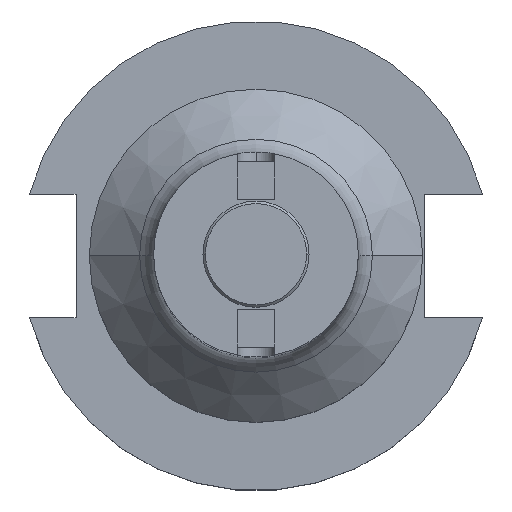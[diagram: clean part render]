
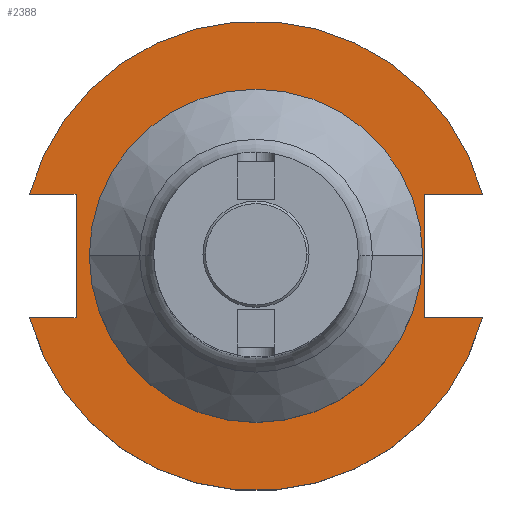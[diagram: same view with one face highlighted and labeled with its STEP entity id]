
A CAD part, top view. The second image highlights one B-rep face of the part: STEP entity #2388.
In plain terms, the highlighted planar face has unit normal (0, 0, 1).
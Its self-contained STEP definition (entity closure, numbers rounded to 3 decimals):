
#11 = ORIENTED_EDGE ( 'NONE', *, *, #386, .F. ) ;
#15 = VERTEX_POINT ( 'NONE', #1250 ) ;
#88 = CIRCLE ( 'NONE', #1757, 49.212 ) ;
#100 = DIRECTION ( 'NONE',  ( 1., 0., 0. ) ) ;
#115 = DIRECTION ( 'NONE',  ( 1., 0., 0. ) ) ;
#116 = CARTESIAN_POINT ( 'NONE',  ( 35.306, -12.954, 19.05 ) ) ;
#131 = VERTEX_POINT ( 'NONE', #217 ) ;
#145 = AXIS2_PLACEMENT_3D ( 'NONE', #1142, #1737, #568 ) ;
#178 = VECTOR ( 'NONE', #1035, 1000. ) ;
#187 = CIRCLE ( 'NONE', #1734, 34.925 ) ;
#197 = VECTOR ( 'NONE', #1975, 1000. ) ;
#217 = CARTESIAN_POINT ( 'NONE',  ( -37.719, -12.954, 19.05 ) ) ;
#232 = LINE ( 'NONE', #846, #178 ) ;
#244 = ORIENTED_EDGE ( 'NONE', *, *, #2239, .F. ) ;
#323 = ORIENTED_EDGE ( 'NONE', *, *, #801, .F. ) ;
#333 = LINE ( 'NONE', #2026, #1500 ) ;
#365 = PLANE ( 'NONE',  #145 ) ;
#386 = EDGE_CURVE ( 'NONE', #938, #15, #498, .T. ) ;
#432 = AXIS2_PLACEMENT_3D ( 'NONE', #2456, #1285, #115 ) ;
#447 = DIRECTION ( 'NONE',  ( 0., 0., 1. ) ) ;
#451 = DIRECTION ( 'NONE',  ( 0., 0., 1. ) ) ;
#498 = LINE ( 'NONE', #974, #2516 ) ;
#568 = DIRECTION ( 'NONE',  ( 1., 0., 0. ) ) ;
#590 = EDGE_CURVE ( 'NONE', #2043, #1621, #187, .T. ) ;
#622 = DIRECTION ( 'NONE',  ( -1., 0., 0. ) ) ;
#651 = ORIENTED_EDGE ( 'NONE', *, *, #1144, .F. ) ;
#660 = CARTESIAN_POINT ( 'NONE',  ( 0., 0., 19.05 ) ) ;
#663 = LINE ( 'NONE', #2165, #197 ) ;
#712 = CIRCLE ( 'NONE', #1227, 34.925 ) ;
#734 = EDGE_CURVE ( 'NONE', #1310, #131, #663, .T. ) ;
#772 = VERTEX_POINT ( 'NONE', #2232 ) ;
#801 = EDGE_CURVE ( 'NONE', #1474, #1348, #1638, .T. ) ;
#840 = ORIENTED_EDGE ( 'NONE', *, *, #2199, .T. ) ;
#846 = CARTESIAN_POINT ( 'NONE',  ( 35.306, 12.954, 19.05 ) ) ;
#849 = CIRCLE ( 'NONE', #432, 49.212 ) ;
#860 = CARTESIAN_POINT ( 'NONE',  ( -37.719, 12.954, 19.05 ) ) ;
#863 = DIRECTION ( 'NONE',  ( 1., 0., 0. ) ) ;
#938 = VERTEX_POINT ( 'NONE', #860 ) ;
#946 = FACE_BOUND ( 'NONE', #1969, .T. ) ;
#974 = CARTESIAN_POINT ( 'NONE',  ( -63.719, 12.954, 19.05 ) ) ;
#1035 = DIRECTION ( 'NONE',  ( -1., 0., 0. ) ) ;
#1059 = VECTOR ( 'NONE', #100, 1000. ) ;
#1084 = CARTESIAN_POINT ( 'NONE',  ( -34.925, 0., 19.05 ) ) ;
#1142 = CARTESIAN_POINT ( 'NONE',  ( 0., 49.212, 19.05 ) ) ;
#1144 = EDGE_CURVE ( 'NONE', #1730, #772, #232, .T. ) ;
#1162 = EDGE_CURVE ( 'NONE', #1621, #2043, #712, .T. ) ;
#1227 = AXIS2_PLACEMENT_3D ( 'NONE', #1627, #451, #1826 ) ;
#1250 = CARTESIAN_POINT ( 'NONE',  ( -47.477, 12.954, 19.05 ) ) ;
#1285 = DIRECTION ( 'NONE',  ( 0., 0., 1. ) ) ;
#1297 = CARTESIAN_POINT ( 'NONE',  ( 35.306, 12.954, 19.05 ) ) ;
#1304 = ORIENTED_EDGE ( 'NONE', *, *, #590, .F. ) ;
#1310 = VERTEX_POINT ( 'NONE', #2069 ) ;
#1348 = VERTEX_POINT ( 'NONE', #2472 ) ;
#1443 = DIRECTION ( 'NONE',  ( 0., 1., 0. ) ) ;
#1457 = CARTESIAN_POINT ( 'NONE',  ( 47.477, 12.954, 19.05 ) ) ;
#1474 = VERTEX_POINT ( 'NONE', #116 ) ;
#1491 = DIRECTION ( 'NONE',  ( 0., -1., 0. ) ) ;
#1500 = VECTOR ( 'NONE', #1443, 1000. ) ;
#1503 = EDGE_CURVE ( 'NONE', #1730, #15, #88, .T. ) ;
#1524 = ORIENTED_EDGE ( 'NONE', *, *, #1503, .T. ) ;
#1560 = EDGE_LOOP ( 'NONE', ( #840, #323, #244, #651, #1524, #11, #1791, #2312 ) ) ;
#1621 = VERTEX_POINT ( 'NONE', #1084 ) ;
#1622 = CARTESIAN_POINT ( 'NONE',  ( 0., 0., 19.05 ) ) ;
#1627 = CARTESIAN_POINT ( 'NONE',  ( 0., 0., 19.05 ) ) ;
#1638 = LINE ( 'NONE', #1861, #1059 ) ;
#1694 = EDGE_CURVE ( 'NONE', #131, #938, #333, .T. ) ;
#1713 = VECTOR ( 'NONE', #1491, 1000. ) ;
#1730 = VERTEX_POINT ( 'NONE', #1457 ) ;
#1734 = AXIS2_PLACEMENT_3D ( 'NONE', #660, #2023, #863 ) ;
#1737 = DIRECTION ( 'NONE',  ( 0., 0., 1. ) ) ;
#1757 = AXIS2_PLACEMENT_3D ( 'NONE', #1622, #447, #1823 ) ;
#1791 = ORIENTED_EDGE ( 'NONE', *, *, #1694, .F. ) ;
#1823 = DIRECTION ( 'NONE',  ( 1., 0., 0. ) ) ;
#1826 = DIRECTION ( 'NONE',  ( 1., 0., 0. ) ) ;
#1861 = CARTESIAN_POINT ( 'NONE',  ( 35.306, -12.954, 19.05 ) ) ;
#1946 = LINE ( 'NONE', #1297, #1713 ) ;
#1969 = EDGE_LOOP ( 'NONE', ( #1304, #2468 ) ) ;
#1975 = DIRECTION ( 'NONE',  ( 1., 0., 0. ) ) ;
#2023 = DIRECTION ( 'NONE',  ( 0., 0., 1. ) ) ;
#2026 = CARTESIAN_POINT ( 'NONE',  ( -37.719, 12.954, 19.05 ) ) ;
#2043 = VERTEX_POINT ( 'NONE', #2405 ) ;
#2069 = CARTESIAN_POINT ( 'NONE',  ( -47.477, -12.954, 19.05 ) ) ;
#2165 = CARTESIAN_POINT ( 'NONE',  ( -63.719, -12.954, 19.05 ) ) ;
#2199 = EDGE_CURVE ( 'NONE', #1310, #1348, #849, .T. ) ;
#2232 = CARTESIAN_POINT ( 'NONE',  ( 35.306, 12.954, 19.05 ) ) ;
#2239 = EDGE_CURVE ( 'NONE', #772, #1474, #1946, .T. ) ;
#2312 = ORIENTED_EDGE ( 'NONE', *, *, #734, .F. ) ;
#2388 = ADVANCED_FACE ( 'NONE', ( #946, #2439 ), #365, .T. ) ;
#2405 = CARTESIAN_POINT ( 'NONE',  ( 34.925, 0., 19.05 ) ) ;
#2439 = FACE_OUTER_BOUND ( 'NONE', #1560, .T. ) ;
#2456 = CARTESIAN_POINT ( 'NONE',  ( 0., 0., 19.05 ) ) ;
#2468 = ORIENTED_EDGE ( 'NONE', *, *, #1162, .F. ) ;
#2472 = CARTESIAN_POINT ( 'NONE',  ( 47.477, -12.954, 19.05 ) ) ;
#2516 = VECTOR ( 'NONE', #622, 1000. ) ;
